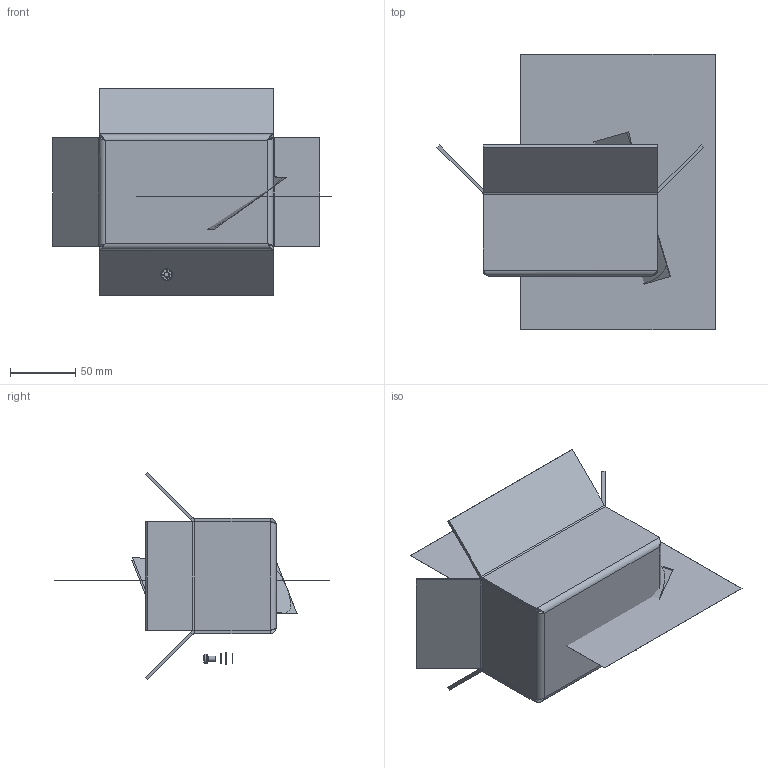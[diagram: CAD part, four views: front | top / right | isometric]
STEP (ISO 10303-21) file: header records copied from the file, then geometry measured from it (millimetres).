
FILE_DESCRIPTION (( 'STEP AP214' ), '1' );
FILE_NAME ('26081106.STEP', '2017-06-08T12:15:31', ( 'Macha' ), ( 'Hewlett-Packard Company' ), 'SwSTEP 2.0', 'SolidWorks 2015', '' );
FILE_SCHEMA (( 'AUTOMOTIVE_DESIGN' ));
Length unit declared in the file: millimetre
Products named in the file (22): 83026; 98052; 93116; 83106_geschl.; 82291_340; 99999_340; 82009_340; 82014_340; 93133; 23232-Deckel; 23232-Unterteil; 86221; 86223; 92202; 96016; 75600; 26081106; 92684; 51483; 96340; 92589
Assembly tree (35 placements, depth 3):
  75600
  26081106
    23232-Unterteil
      23232-Unterteil
      86223  x4
      86221  x6
    23232-Deckel
    93133  x4
    82014_340
    82009_340
    99999_340
    82291_340
    83106_geschl.  x4
    51483
      93116
      98052  x2
      83026
      92589
      96340
    92684
    96016
    92202
Bounding box: 212.5 x 210 x 158.71 mm (x, y, z)
Volume: 330951.5 mm3; surface area: 305510 mm2
Topology: 34 solids, 35 shells, 2027 faces, 5070 edges, 3196 vertices
Faces by surface type: plane 844, bspline 529, cylinder 339, cone 234, torus 78, sphere 3
Entity records: 70383 total; most frequent: CARTESIAN_POINT 34880, ORIENTED_EDGE 8046, DIRECTION 5719, EDGE_CURVE 4023, VERTEX_POINT 2557, LINE 2063, VECTOR 2063, AXIS2_PLACEMENT_3D 1828
